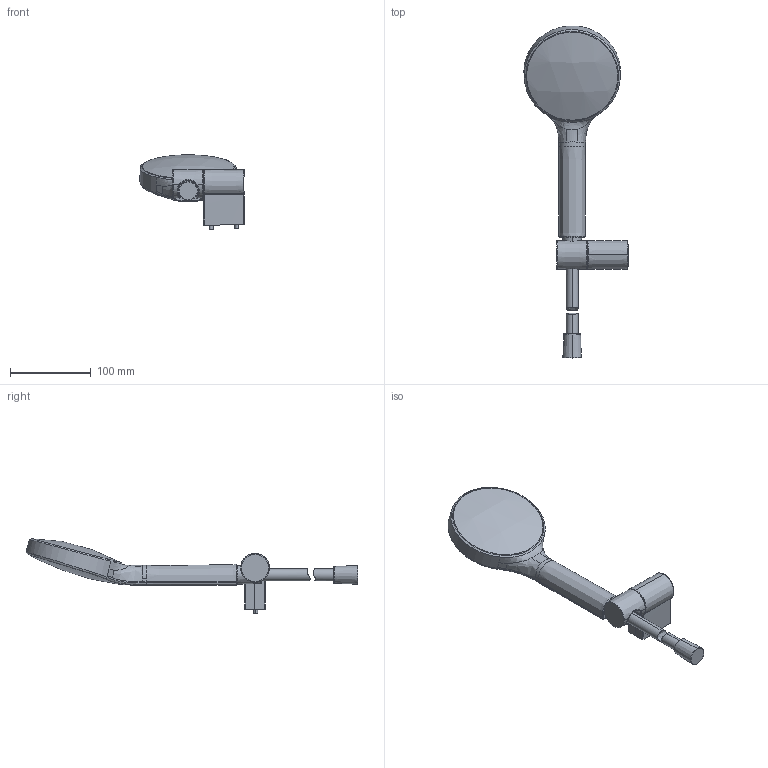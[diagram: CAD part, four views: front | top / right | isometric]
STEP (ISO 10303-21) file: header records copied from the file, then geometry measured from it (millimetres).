
FILE_DESCRIPTION (( 'STEP AP203' ), '1' );
FILE_NAME ('424(2017)+84380113.STEP', '2018-05-16T05:40:21', ( '' ), ( '' ), 'SwSTEP 2.0', 'SolidWorks 2016', '' );
FILE_SCHEMA (( 'CONFIG_CONTROL_DESIGN' ));
Length unit declared in the file: millimetre
Products named in the file (1): 424(2017)+84380113
Bounding box: 129.39 x 411.57 x 92.06 mm (x, y, z)
Volume: 587899.9 mm3; surface area: 73124.3 mm2
Topology: 4 solids, 4 shells, 111 faces, 256 edges, 158 vertices
Faces by surface type: bspline 47, cylinder 19, cone 14, torus 14, plane 13, sphere 4
Entity records: 11896 total; most frequent: CARTESIAN_POINT 9688, ORIENTED_EDGE 508, DIRECTION 339, EDGE_CURVE 254, VERTEX_POINT 158, AXIS2_PLACEMENT_3D 152, B_SPLINE_CURVE_WITH_KNOTS 124, EDGE_LOOP 118
